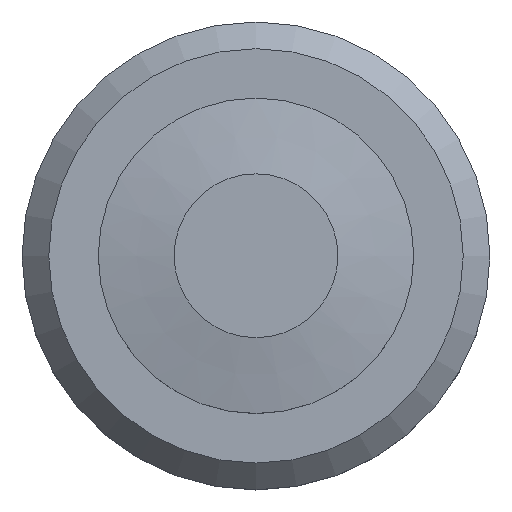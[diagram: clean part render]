
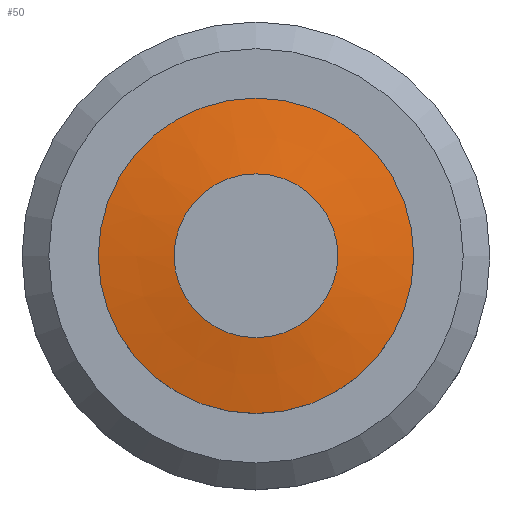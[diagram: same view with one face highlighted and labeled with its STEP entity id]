
A CAD part, top view. The second image highlights one B-rep face of the part: STEP entity #50.
In plain terms, the highlighted conical face has half-angle 80 degrees and reference radius 5.9 mm.
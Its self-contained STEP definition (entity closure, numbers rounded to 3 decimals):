
#24 = VERTEX_POINT('',#25);
#25 = CARTESIAN_POINT('',(5.9,0.,15.8));
#31 = EDGE_CURVE('',#24,#24,#32,.T.);
#32 = CIRCLE('',#33,5.9);
#33 = AXIS2_PLACEMENT_3D('',#34,#35,#36);
#34 = CARTESIAN_POINT('',(0.,0.,15.8));
#35 = DIRECTION('',(0.,0.,1.));
#36 = DIRECTION('',(1.,0.,0.));
#50 = ADVANCED_FACE('',(#51),#70,.T.);
#51 = FACE_BOUND('',#52,.T.);
#52 = EDGE_LOOP('',(#53,#61,#62,#63));
#53 = ORIENTED_EDGE('',*,*,#54,.F.);
#54 = EDGE_CURVE('',#24,#55,#57,.T.);
#55 = VERTEX_POINT('',#56);
#56 = CARTESIAN_POINT('',(3.064,0.,16.3));
#57 = LINE('',#58,#59);
#58 = CARTESIAN_POINT('',(5.9,0.,15.8));
#59 = VECTOR('',#60,1.);
#60 = DIRECTION('',(-0.985,0.,0.174));
#61 = ORIENTED_EDGE('',*,*,#31,.T.);
#62 = ORIENTED_EDGE('',*,*,#54,.T.);
#63 = ORIENTED_EDGE('',*,*,#64,.F.);
#64 = EDGE_CURVE('',#55,#55,#65,.T.);
#65 = CIRCLE('',#66,3.064);
#66 = AXIS2_PLACEMENT_3D('',#67,#68,#69);
#67 = CARTESIAN_POINT('',(0.,0.,16.3));
#68 = DIRECTION('',(0.,0.,1.));
#69 = DIRECTION('',(1.,0.,0.));
#70 = CONICAL_SURFACE('',#71,5.9,1.396);
#71 = AXIS2_PLACEMENT_3D('',#72,#73,#74);
#72 = CARTESIAN_POINT('',(0.,0.,15.8));
#73 = DIRECTION('',(-0.,-0.,-1.));
#74 = DIRECTION('',(1.,0.,0.));
